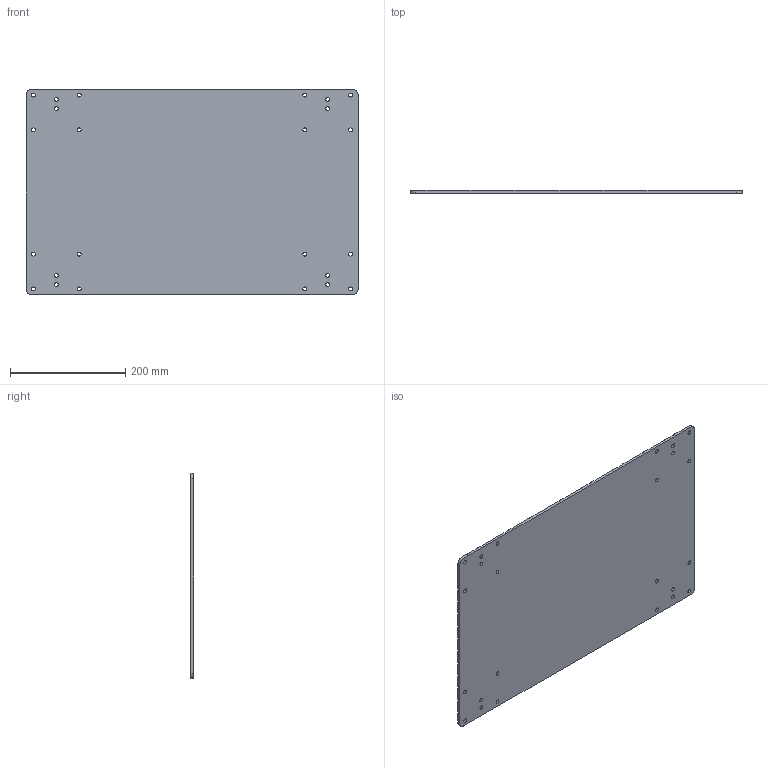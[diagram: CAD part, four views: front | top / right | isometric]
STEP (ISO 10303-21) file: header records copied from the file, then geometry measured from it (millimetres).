
FILE_DESCRIPTION (( 'STEP AP203' ), '1' );
FILE_NAME ('am-5230_base Base Plate.STEP', '2024-03-25T21:24:34', ( '' ), ( '' ), 'SwSTEP 2.0', 'SolidWorks 2024', '' );
FILE_SCHEMA (( 'CONFIG_CONTROL_DESIGN' ));
Products named in the file (1): am-5230_base Base Plate
Bounding box: 575.18 x 6.03 x 355.6 mm (x, y, z)
Volume: 1015353.4 mm3; surface area: 450008.3 mm2
Topology: 1 solids, 1 shells, 4522 faces, 11874 edges, 7892 vertices
Faces by surface type: plane 3194, cylinder 1328
Entity records: 139080 total; most frequent: CARTESIAN_POINT 24289, ORIENTED_EDGE 23748, DIRECTION 23663, EDGE_CURVE 11874, LINE 9131, VECTOR 9131, VERTEX_POINT 7892, AXIS2_PLACEMENT_3D 7266
